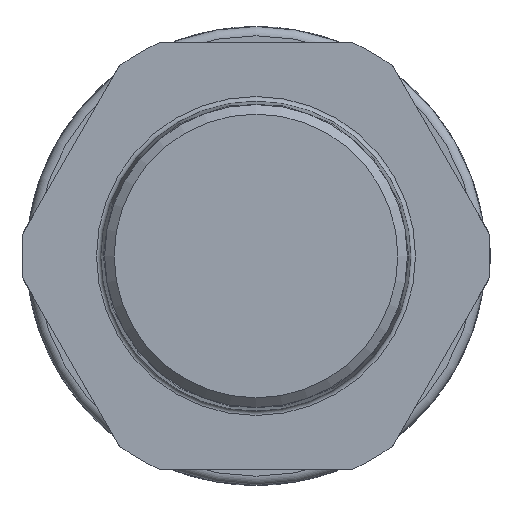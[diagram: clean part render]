
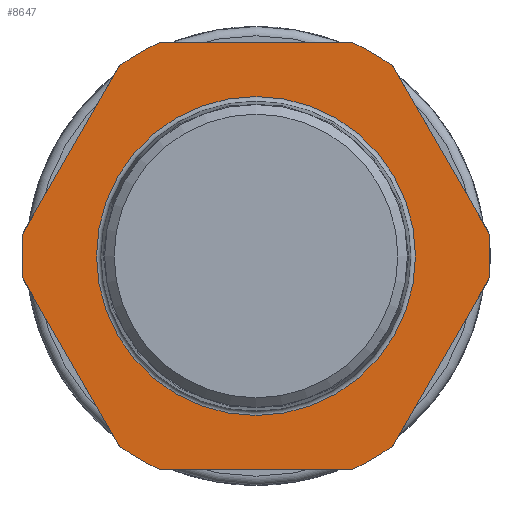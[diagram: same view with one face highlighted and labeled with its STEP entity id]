
A CAD part, left-side view. The second image highlights one B-rep face of the part: STEP entity #8647.
In plain terms, the highlighted planar face has unit normal (-1, 0, 0).
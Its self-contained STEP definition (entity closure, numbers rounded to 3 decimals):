
#234=FACE_BOUND('',#2260,.T.);
#1005=LINE('',#18512,#1291);
#1008=LINE('',#18542,#1294);
#1011=LINE('',#18572,#1297);
#1014=LINE('',#18602,#1300);
#1017=LINE('',#18622,#1303);
#1020=LINE('',#18665,#1306);
#1291=VECTOR('',#11910,10.);
#1294=VECTOR('',#11915,10.);
#1297=VECTOR('',#11920,10.);
#1300=VECTOR('',#11925,10.);
#1303=VECTOR('',#11930,10.);
#1306=VECTOR('',#11935,10.);
#1821=FACE_OUTER_BOUND('',#2259,.T.);
#2259=EDGE_LOOP('',(#7672,#7673,#7674,#7675,#7676,#7677,#7678,#7679,#7680,
#7681,#7682,#7683));
#2260=EDGE_LOOP('',(#7684,#7685));
#2829=CIRCLE('',#9662,25.25);
#2831=CIRCLE('',#9665,25.25);
#2832=CIRCLE('',#9667,25.25);
#2835=CIRCLE('',#9671,25.25);
#2836=CIRCLE('',#9673,25.25);
#2840=CIRCLE('',#9679,25.25);
#2841=CIRCLE('',#9680,17.2);
#2842=CIRCLE('',#9681,17.2);
#3730=VERTEX_POINT('',#18509);
#3731=VERTEX_POINT('',#18511);
#3734=VERTEX_POINT('',#18539);
#3735=VERTEX_POINT('',#18541);
#3738=VERTEX_POINT('',#18569);
#3739=VERTEX_POINT('',#18571);
#3742=VERTEX_POINT('',#18599);
#3743=VERTEX_POINT('',#18601);
#3746=VERTEX_POINT('',#18619);
#3747=VERTEX_POINT('',#18621);
#3751=VERTEX_POINT('',#18662);
#3752=VERTEX_POINT('',#18664);
#3753=VERTEX_POINT('',#18687);
#3754=VERTEX_POINT('',#18688);
#5032=EDGE_CURVE('',#3731,#3730,#1005,.T.);
#5036=EDGE_CURVE('',#3735,#3734,#1008,.T.);
#5040=EDGE_CURVE('',#3739,#3738,#1011,.T.);
#5044=EDGE_CURVE('',#3743,#3742,#1014,.T.);
#5048=EDGE_CURVE('',#3747,#3746,#1017,.T.);
#5053=EDGE_CURVE('',#3752,#3751,#1020,.T.);
#5056=EDGE_CURVE('',#3752,#3742,#2829,.T.);
#5058=EDGE_CURVE('',#3743,#3738,#2831,.T.);
#5059=EDGE_CURVE('',#3735,#3746,#2832,.T.);
#5062=EDGE_CURVE('',#3739,#3734,#2835,.T.);
#5063=EDGE_CURVE('',#3731,#3751,#2836,.T.);
#5067=EDGE_CURVE('',#3747,#3730,#2840,.T.);
#5068=EDGE_CURVE('',#3753,#3754,#2841,.T.);
#5069=EDGE_CURVE('',#3754,#3753,#2842,.T.);
#7672=ORIENTED_EDGE('',*,*,#5032,.T.);
#7673=ORIENTED_EDGE('',*,*,#5067,.F.);
#7674=ORIENTED_EDGE('',*,*,#5048,.T.);
#7675=ORIENTED_EDGE('',*,*,#5059,.F.);
#7676=ORIENTED_EDGE('',*,*,#5036,.T.);
#7677=ORIENTED_EDGE('',*,*,#5062,.F.);
#7678=ORIENTED_EDGE('',*,*,#5040,.T.);
#7679=ORIENTED_EDGE('',*,*,#5058,.F.);
#7680=ORIENTED_EDGE('',*,*,#5044,.T.);
#7681=ORIENTED_EDGE('',*,*,#5056,.F.);
#7682=ORIENTED_EDGE('',*,*,#5053,.T.);
#7683=ORIENTED_EDGE('',*,*,#5063,.F.);
#7684=ORIENTED_EDGE('',*,*,#5068,.T.);
#7685=ORIENTED_EDGE('',*,*,#5069,.T.);
#7806=PLANE('',#9678);
#8647=ADVANCED_FACE('',(#1821,#234),#7806,.T.);
#9662=AXIS2_PLACEMENT_3D('',#18669,#11941,#11942);
#9665=AXIS2_PLACEMENT_3D('',#18672,#11947,#11948);
#9667=AXIS2_PLACEMENT_3D('',#18674,#11951,#11952);
#9671=AXIS2_PLACEMENT_3D('',#18678,#11959,#11960);
#9673=AXIS2_PLACEMENT_3D('',#18680,#11963,#11964);
#9678=AXIS2_PLACEMENT_3D('',#18685,#11973,#11974);
#9679=AXIS2_PLACEMENT_3D('',#18686,#11975,#11976);
#9680=AXIS2_PLACEMENT_3D('',#18689,#11977,#11978);
#9681=AXIS2_PLACEMENT_3D('',#18690,#11979,#11980);
#11910=DIRECTION('',(0.,0.5,0.866));
#11915=DIRECTION('',(0.,0.5,-0.866));
#11920=DIRECTION('',(0.,-0.5,-0.866));
#11925=DIRECTION('',(0.,-1.,0.));
#11930=DIRECTION('',(0.,1.,0.));
#11935=DIRECTION('',(0.,-0.5,0.866));
#11941=DIRECTION('center_axis',(1.,0.,0.));
#11942=DIRECTION('ref_axis',(0.,0.,-1.));
#11947=DIRECTION('center_axis',(1.,0.,0.));
#11948=DIRECTION('ref_axis',(0.,0.,-1.));
#11951=DIRECTION('center_axis',(1.,0.,0.));
#11952=DIRECTION('ref_axis',(0.,0.,-1.));
#11959=DIRECTION('center_axis',(1.,0.,0.));
#11960=DIRECTION('ref_axis',(0.,0.,-1.));
#11963=DIRECTION('center_axis',(1.,0.,0.));
#11964=DIRECTION('ref_axis',(0.,0.,-1.));
#11973=DIRECTION('center_axis',(-1.,0.,0.));
#11974=DIRECTION('ref_axis',(0.,0.,1.));
#11975=DIRECTION('center_axis',(1.,0.,0.));
#11976=DIRECTION('ref_axis',(0.,0.,-1.));
#11977=DIRECTION('center_axis',(1.,0.,0.));
#11978=DIRECTION('ref_axis',(0.,0.,-1.));
#11979=DIRECTION('center_axis',(1.,0.,0.));
#11980=DIRECTION('ref_axis',(0.,0.,-1.));
#18509=CARTESIAN_POINT('',(2.225,-14.709,20.523));
#18511=CARTESIAN_POINT('',(2.225,-25.128,2.477));
#18512=CARTESIAN_POINT('',(2.225,-19.367,12.455));
#18539=CARTESIAN_POINT('',(2.225,25.128,2.477));
#18541=CARTESIAN_POINT('',(2.225,14.709,20.523));
#18542=CARTESIAN_POINT('',(2.225,20.47,10.545));
#18569=CARTESIAN_POINT('',(2.225,14.709,-20.523));
#18571=CARTESIAN_POINT('',(2.225,25.128,-2.477));
#18572=CARTESIAN_POINT('',(2.225,25.68,-1.522));
#18599=CARTESIAN_POINT('',(2.225,-10.419,-23.));
#18601=CARTESIAN_POINT('',(2.225,10.419,-23.));
#18602=CARTESIAN_POINT('',(2.225,17.835,-23.));
#18619=CARTESIAN_POINT('',(2.225,10.419,23.));
#18621=CARTESIAN_POINT('',(2.225,-10.419,23.));
#18622=CARTESIAN_POINT('',(2.225,7.415,23.));
#18662=CARTESIAN_POINT('',(2.225,-25.128,-2.477));
#18664=CARTESIAN_POINT('',(2.225,-14.709,-20.523));
#18665=CARTESIAN_POINT('',(2.225,-14.158,-21.478));
#18669=CARTESIAN_POINT('Origin',(2.225,0.,0.));
#18672=CARTESIAN_POINT('Origin',(2.225,0.,0.));
#18674=CARTESIAN_POINT('Origin',(2.225,0.,0.));
#18678=CARTESIAN_POINT('Origin',(2.225,0.,0.));
#18680=CARTESIAN_POINT('Origin',(2.225,0.,0.));
#18685=CARTESIAN_POINT('Origin',(2.225,25.25,0.));
#18686=CARTESIAN_POINT('Origin',(2.225,0.,0.));
#18687=CARTESIAN_POINT('',(2.225,17.2,0.));
#18688=CARTESIAN_POINT('',(2.225,0.,17.2));
#18689=CARTESIAN_POINT('Origin',(2.225,0.,0.));
#18690=CARTESIAN_POINT('Origin',(2.225,0.,0.));
